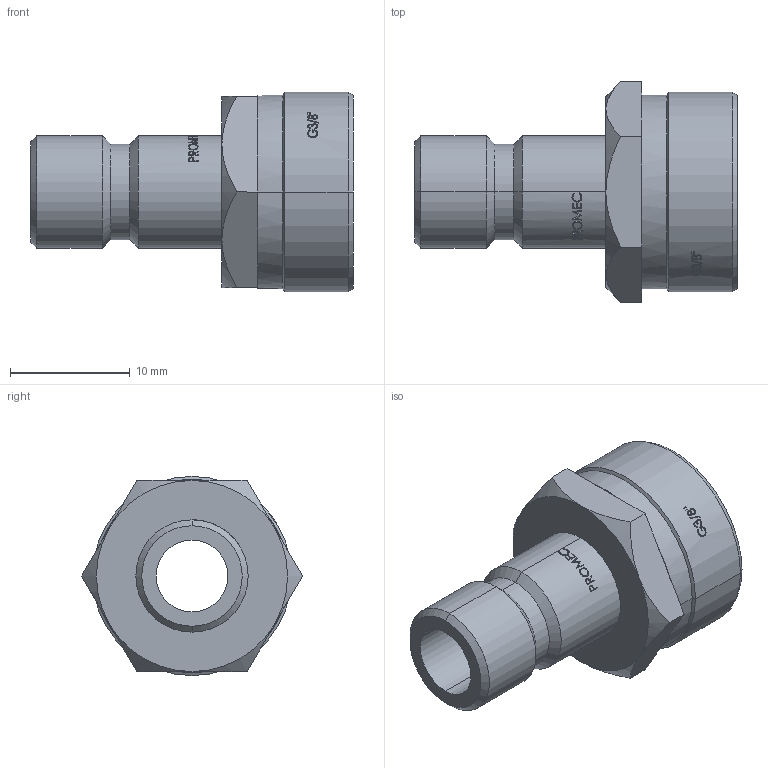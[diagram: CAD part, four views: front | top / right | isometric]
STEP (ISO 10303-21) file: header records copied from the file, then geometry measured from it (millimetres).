
FILE_DESCRIPTION (( 'STEP AP203' ), '1' );
FILE_NAME ('bd90.STEP', '2023-01-25T12:08:29', ( '' ), ( '' ), 'SwSTEP 2.0', 'SolidWorks 2019', '' );
FILE_SCHEMA (( 'CONFIG_CONTROL_DESIGN' ));
Length unit declared in the file: millimetre
Products named in the file (1): bd90
Bounding box: 27 x 18.48 x 16.66 mm (x, y, z)
Volume: 2669.3 mm3; surface area: 1954.4 mm2
Topology: 1 solids, 1 shells, 199 faces, 503 edges, 324 vertices
Faces by surface type: bspline 121, plane 33, cylinder 29, cone 16
Entity records: 10845 total; most frequent: CARTESIAN_POINT 7053, ORIENTED_EDGE 1006, EDGE_CURVE 503, B_SPLINE_CURVE_WITH_KNOTS 385, DIRECTION 342, VERTEX_POINT 324, EDGE_LOOP 219, ADVANCED_FACE 199
